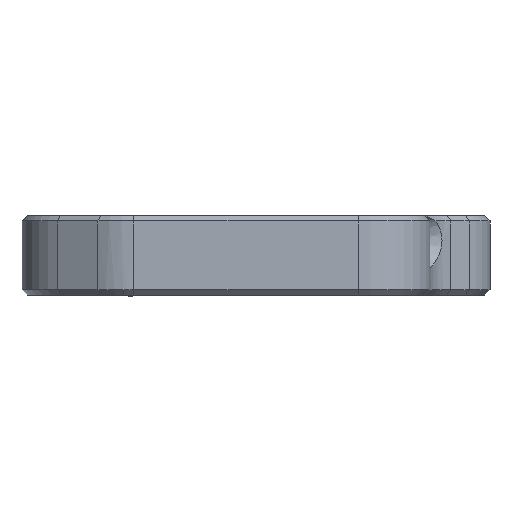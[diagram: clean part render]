
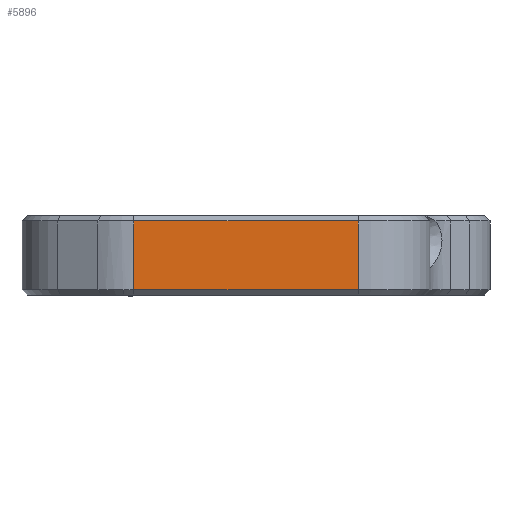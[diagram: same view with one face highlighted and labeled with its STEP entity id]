
A CAD part, left-side view. The second image highlights one B-rep face of the part: STEP entity #5896.
In plain terms, the highlighted planar face has unit normal (-1, 0, 0).
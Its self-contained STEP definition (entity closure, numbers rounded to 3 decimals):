
#3893 = VERTEX_POINT('',#3894);
#3894 = CARTESIAN_POINT('',(-115.,24.75,-28.));
#3966 = VERTEX_POINT('',#3967);
#3967 = CARTESIAN_POINT('',(-115.,109.765,-28.));
#3991 = EDGE_CURVE('',#3893,#3966,#3992,.T.);
#3992 = LINE('',#3993,#3994);
#3993 = CARTESIAN_POINT('',(-115.,24.75,-28.));
#3994 = VECTOR('',#3995,1.);
#3995 = DIRECTION('',(0.,1.,0.));
#5825 = EDGE_CURVE('',#5826,#3893,#5828,.T.);
#5826 = VERTEX_POINT('',#5827);
#5827 = CARTESIAN_POINT('',(-115.,24.75,-2.));
#5828 = LINE('',#5829,#5830);
#5829 = CARTESIAN_POINT('',(-115.,24.75,0.));
#5830 = VECTOR('',#5831,1.);
#5831 = DIRECTION('',(-0.,-0.,-1.));
#5876 = VERTEX_POINT('',#5877);
#5877 = CARTESIAN_POINT('',(-115.,109.765,-2.));
#5884 = EDGE_CURVE('',#5876,#3966,#5885,.T.);
#5885 = LINE('',#5886,#5887);
#5886 = CARTESIAN_POINT('',(-115.,109.765,0.));
#5887 = VECTOR('',#5888,1.);
#5888 = DIRECTION('',(-0.,-0.,-1.));
#5896 = ADVANCED_FACE('',(#5897),#5908,.T.);
#5897 = FACE_BOUND('',#5898,.T.);
#5898 = EDGE_LOOP('',(#5899,#5900,#5906,#5907));
#5899 = ORIENTED_EDGE('',*,*,#5825,.F.);
#5900 = ORIENTED_EDGE('',*,*,#5901,.F.);
#5901 = EDGE_CURVE('',#5876,#5826,#5902,.T.);
#5902 = LINE('',#5903,#5904);
#5903 = CARTESIAN_POINT('',(-115.,109.765,-2.));
#5904 = VECTOR('',#5905,1.);
#5905 = DIRECTION('',(0.,-1.,0.));
#5906 = ORIENTED_EDGE('',*,*,#5884,.T.);
#5907 = ORIENTED_EDGE('',*,*,#3991,.F.);
#5908 = PLANE('',#5909);
#5909 = AXIS2_PLACEMENT_3D('',#5910,#5911,#5912);
#5910 = CARTESIAN_POINT('',(-115.,117.,0.));
#5911 = DIRECTION('',(-1.,0.,0.));
#5912 = DIRECTION('',(0.,-1.,0.));
